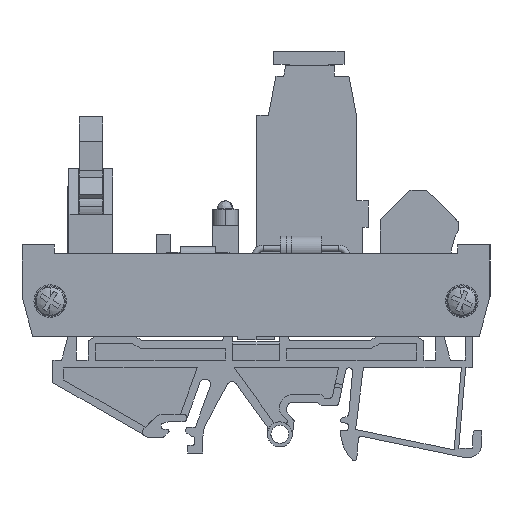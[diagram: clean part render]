
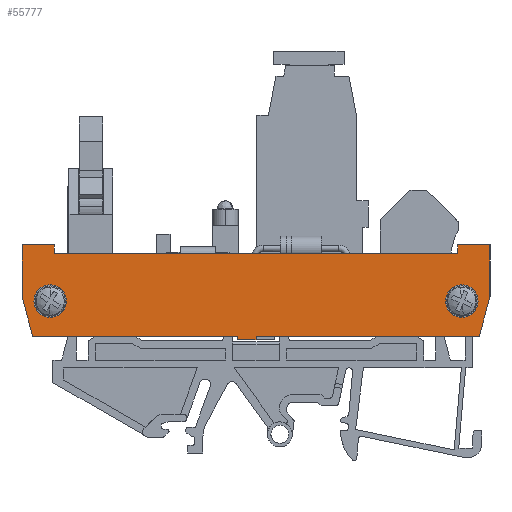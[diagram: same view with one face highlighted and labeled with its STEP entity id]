
A CAD part, left-side view. The second image highlights one B-rep face of the part: STEP entity #55777.
In plain terms, the highlighted planar face has unit normal (-1, 0, 0).
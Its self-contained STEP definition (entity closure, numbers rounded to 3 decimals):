
#33658=AXIS2_PLACEMENT_3D('Circle Axis2P3D',#33656,#33657,$) ;
#33688=AXIS2_PLACEMENT_3D('Circle Axis2P3D',#33686,#33687,$) ;
#33722=AXIS2_PLACEMENT_3D('Circle Axis2P3D',#33720,#33721,$) ;
#33752=AXIS2_PLACEMENT_3D('Circle Axis2P3D',#33750,#33751,$) ;
#55708=AXIS2_PLACEMENT_3D('Plane Axis2P3D',#55705,#55706,#55707) ;
#20577=CARTESIAN_POINT('Line Origine',(0.,0.,35.068)) ;
#20581=CARTESIAN_POINT('Vertex',(0.,0.,39.852)) ;
#20583=CARTESIAN_POINT('Vertex',(0.,0.,30.284)) ;
#30508=CARTESIAN_POINT('Vertex',(0.,43.2,22.952)) ;
#30511=CARTESIAN_POINT('Line Origine',(0.,43.2,22.622)) ;
#30515=CARTESIAN_POINT('Vertex',(0.,43.2,22.292)) ;
#30536=CARTESIAN_POINT('Line Origine',(0.,44.95,22.292)) ;
#30540=CARTESIAN_POINT('Vertex',(0.,46.7,22.292)) ;
#30565=CARTESIAN_POINT('Vertex',(0.,46.7,22.952)) ;
#30568=CARTESIAN_POINT('Line Origine',(0.,46.7,22.622)) ;
#33653=CARTESIAN_POINT('Vertex',(0.,8.2,29.452)) ;
#33656=CARTESIAN_POINT('Axis2P3D Location',(0.,5.2,29.452)) ;
#33660=CARTESIAN_POINT('Vertex',(0.,2.2,29.452)) ;
#33686=CARTESIAN_POINT('Axis2P3D Location',(0.,5.2,29.452)) ;
#33717=CARTESIAN_POINT('Vertex',(0.,84.2,29.452)) ;
#33720=CARTESIAN_POINT('Axis2P3D Location',(0.,81.2,29.452)) ;
#33724=CARTESIAN_POINT('Vertex',(0.,78.2,29.452)) ;
#33750=CARTESIAN_POINT('Axis2P3D Location',(0.,81.2,29.452)) ;
#55564=CARTESIAN_POINT('Vertex',(0.,1.965,22.952)) ;
#55567=CARTESIAN_POINT('Line Origine',(0.,0.982,26.618)) ;
#55585=CARTESIAN_POINT('Line Origine',(0.,85.418,26.618)) ;
#55589=CARTESIAN_POINT('Vertex',(0.,84.435,22.952)) ;
#55591=CARTESIAN_POINT('Vertex',(0.,86.4,30.284)) ;
#55685=CARTESIAN_POINT('Line Origine',(0.,86.4,35.068)) ;
#55689=CARTESIAN_POINT('Vertex',(0.,86.4,39.852)) ;
#55705=CARTESIAN_POINT('Axis2P3D Location',(0.,0.9,30.403)) ;
#55710=CARTESIAN_POINT('Line Origine',(0.,3.,39.852)) ;
#55714=CARTESIAN_POINT('Vertex',(0.,6.,39.852)) ;
#55717=CARTESIAN_POINT('Line Origine',(0.,6.,39.052)) ;
#55721=CARTESIAN_POINT('Vertex',(0.,6.,38.252)) ;
#55724=CARTESIAN_POINT('Line Origine',(0.,43.2,38.252)) ;
#55728=CARTESIAN_POINT('Vertex',(0.,80.4,38.252)) ;
#55731=CARTESIAN_POINT('Line Origine',(0.,80.4,39.052)) ;
#55735=CARTESIAN_POINT('Vertex',(0.,80.4,39.852)) ;
#55738=CARTESIAN_POINT('Line Origine',(0.,83.4,39.852)) ;
#55743=CARTESIAN_POINT('Line Origine',(0.,65.568,22.952)) ;
#55748=CARTESIAN_POINT('Line Origine',(0.,22.582,22.952)) ;
#20578=DIRECTION('Vector Direction',(0.,0.,-1.)) ;
#30512=DIRECTION('Vector Direction',(0.,0.,-1.)) ;
#30537=DIRECTION('Vector Direction',(0.,1.,0.)) ;
#30569=DIRECTION('Vector Direction',(0.,0.,-1.)) ;
#33657=DIRECTION('Axis2P3D Direction',(-1.,0.,0.)) ;
#33687=DIRECTION('Axis2P3D Direction',(-1.,0.,0.)) ;
#33721=DIRECTION('Axis2P3D Direction',(-1.,0.,0.)) ;
#33751=DIRECTION('Axis2P3D Direction',(-1.,0.,0.)) ;
#55568=DIRECTION('Vector Direction',(0.,0.259,-0.966)) ;
#55586=DIRECTION('Vector Direction',(0.,0.259,0.966)) ;
#55686=DIRECTION('Vector Direction',(0.,0.,1.)) ;
#55706=DIRECTION('Axis2P3D Direction',(1.,0.,-0.)) ;
#55707=DIRECTION('Axis2P3D XDirection',(0.,1.,0.)) ;
#55711=DIRECTION('Vector Direction',(0.,-1.,0.)) ;
#55718=DIRECTION('Vector Direction',(0.,0.,1.)) ;
#55725=DIRECTION('Vector Direction',(0.,-1.,0.)) ;
#55732=DIRECTION('Vector Direction',(0.,0.,-1.)) ;
#55739=DIRECTION('Vector Direction',(0.,-1.,0.)) ;
#55744=DIRECTION('Vector Direction',(0.,1.,0.)) ;
#55749=DIRECTION('Vector Direction',(0.,1.,0.)) ;
#20579=VECTOR('Line Direction',#20578,1.) ;
#30513=VECTOR('Line Direction',#30512,1.) ;
#30538=VECTOR('Line Direction',#30537,1.) ;
#30570=VECTOR('Line Direction',#30569,1.) ;
#55569=VECTOR('Line Direction',#55568,1.) ;
#55587=VECTOR('Line Direction',#55586,1.) ;
#55687=VECTOR('Line Direction',#55686,1.) ;
#55712=VECTOR('Line Direction',#55711,1.) ;
#55719=VECTOR('Line Direction',#55718,1.) ;
#55726=VECTOR('Line Direction',#55725,1.) ;
#55733=VECTOR('Line Direction',#55732,1.) ;
#55740=VECTOR('Line Direction',#55739,1.) ;
#55745=VECTOR('Line Direction',#55744,1.) ;
#55750=VECTOR('Line Direction',#55749,1.) ;
#55754=ORIENTED_EDGE('',*,*,#55571,.F.) ;
#55755=ORIENTED_EDGE('',*,*,#20585,.F.) ;
#55756=ORIENTED_EDGE('',*,*,#55716,.F.) ;
#55757=ORIENTED_EDGE('',*,*,#55723,.F.) ;
#55758=ORIENTED_EDGE('',*,*,#55730,.F.) ;
#55759=ORIENTED_EDGE('',*,*,#55737,.F.) ;
#55760=ORIENTED_EDGE('',*,*,#55742,.F.) ;
#55761=ORIENTED_EDGE('',*,*,#55691,.F.) ;
#55762=ORIENTED_EDGE('',*,*,#55593,.F.) ;
#55763=ORIENTED_EDGE('',*,*,#55747,.F.) ;
#55764=ORIENTED_EDGE('',*,*,#30572,.T.) ;
#55765=ORIENTED_EDGE('',*,*,#30542,.F.) ;
#55766=ORIENTED_EDGE('',*,*,#30517,.F.) ;
#55767=ORIENTED_EDGE('',*,*,#55752,.F.) ;
#55770=ORIENTED_EDGE('',*,*,#33690,.F.) ;
#55771=ORIENTED_EDGE('',*,*,#33662,.F.) ;
#55774=ORIENTED_EDGE('',*,*,#33754,.F.) ;
#55775=ORIENTED_EDGE('',*,*,#33726,.F.) ;
#55772=FACE_BOUND('',#55769,.T.) ;
#55776=FACE_BOUND('',#55773,.T.) ;
#55777=ADVANCED_FACE('NONE',(#55768,#55772,#55776),#55709,.F.) ;
#33659=CIRCLE('generated circle',#33658,3.) ;
#33689=CIRCLE('generated circle',#33688,3.) ;
#33723=CIRCLE('generated circle',#33722,3.) ;
#33753=CIRCLE('generated circle',#33752,3.) ;
#20585=EDGE_CURVE('',#20582,#20584,#20580,.T.) ;
#30517=EDGE_CURVE('',#30509,#30516,#30514,.T.) ;
#30542=EDGE_CURVE('',#30516,#30541,#30539,.T.) ;
#30572=EDGE_CURVE('',#30566,#30541,#30571,.T.) ;
#33662=EDGE_CURVE('',#33654,#33661,#33659,.T.) ;
#33690=EDGE_CURVE('',#33661,#33654,#33689,.T.) ;
#33726=EDGE_CURVE('',#33718,#33725,#33723,.T.) ;
#33754=EDGE_CURVE('',#33725,#33718,#33753,.T.) ;
#55571=EDGE_CURVE('',#20584,#55565,#55570,.T.) ;
#55593=EDGE_CURVE('',#55590,#55592,#55588,.T.) ;
#55691=EDGE_CURVE('',#55592,#55690,#55688,.T.) ;
#55716=EDGE_CURVE('',#55715,#20582,#55713,.T.) ;
#55723=EDGE_CURVE('',#55722,#55715,#55720,.T.) ;
#55730=EDGE_CURVE('',#55729,#55722,#55727,.T.) ;
#55737=EDGE_CURVE('',#55736,#55729,#55734,.T.) ;
#55742=EDGE_CURVE('',#55690,#55736,#55741,.T.) ;
#55747=EDGE_CURVE('',#30566,#55590,#55746,.T.) ;
#55752=EDGE_CURVE('',#55565,#30509,#55751,.T.) ;
#55753=EDGE_LOOP('',(#55754,#55755,#55756,#55757,#55758,#55759,#55760,#55761,#55762,#55763,#55764,#55765,#55766,#55767)) ;
#55769=EDGE_LOOP('',(#55770,#55771)) ;
#55773=EDGE_LOOP('',(#55774,#55775)) ;
#55768=FACE_OUTER_BOUND('',#55753,.T.) ;
#20580=LINE('Line',#20577,#20579) ;
#30514=LINE('Line',#30511,#30513) ;
#30539=LINE('Line',#30536,#30538) ;
#30571=LINE('Line',#30568,#30570) ;
#55570=LINE('Line',#55567,#55569) ;
#55588=LINE('Line',#55585,#55587) ;
#55688=LINE('Line',#55685,#55687) ;
#55713=LINE('Line',#55710,#55712) ;
#55720=LINE('Line',#55717,#55719) ;
#55727=LINE('Line',#55724,#55726) ;
#55734=LINE('Line',#55731,#55733) ;
#55741=LINE('Line',#55738,#55740) ;
#55746=LINE('Line',#55743,#55745) ;
#55751=LINE('Line',#55748,#55750) ;
#55709=PLANE('',#55708) ;
#20582=VERTEX_POINT('',#20581) ;
#20584=VERTEX_POINT('',#20583) ;
#30509=VERTEX_POINT('',#30508) ;
#30516=VERTEX_POINT('',#30515) ;
#30541=VERTEX_POINT('',#30540) ;
#30566=VERTEX_POINT('',#30565) ;
#33654=VERTEX_POINT('',#33653) ;
#33661=VERTEX_POINT('',#33660) ;
#33718=VERTEX_POINT('',#33717) ;
#33725=VERTEX_POINT('',#33724) ;
#55565=VERTEX_POINT('',#55564) ;
#55590=VERTEX_POINT('',#55589) ;
#55592=VERTEX_POINT('',#55591) ;
#55690=VERTEX_POINT('',#55689) ;
#55715=VERTEX_POINT('',#55714) ;
#55722=VERTEX_POINT('',#55721) ;
#55729=VERTEX_POINT('',#55728) ;
#55736=VERTEX_POINT('',#55735) ;
